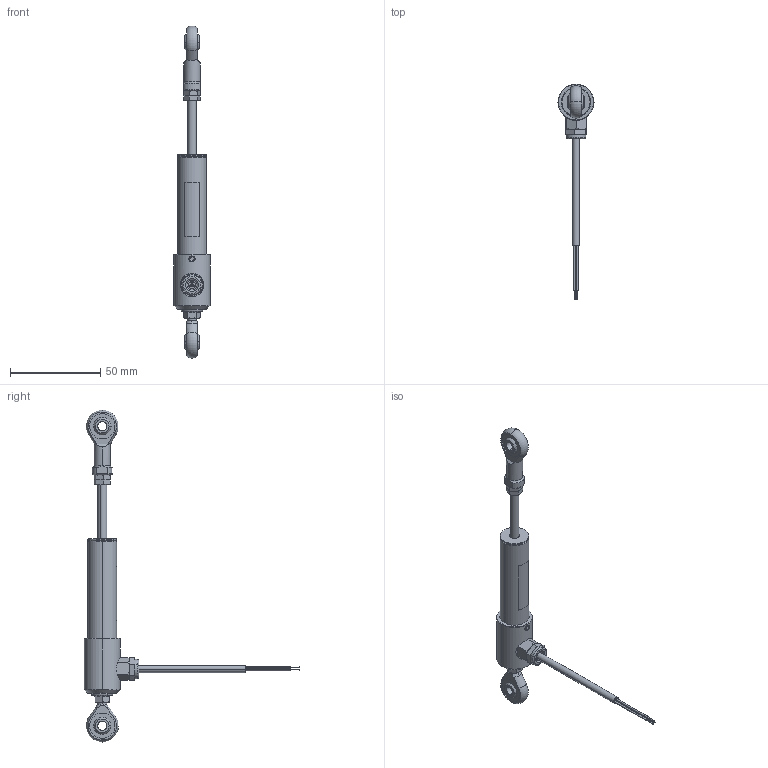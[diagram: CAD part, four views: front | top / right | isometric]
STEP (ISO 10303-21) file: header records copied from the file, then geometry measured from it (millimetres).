
FILE_DESCRIPTION (( 'STEP AP214' ), '1' );
FILE_NAME ('TX2_0025_Kabel_aus.STEP', '2011-01-17T11:40:27', ( 'novotechnik' ), ( 'novotechnik' ), 'SwSTEP 2.0', 'SolidWorks 2010', '' );
FILE_SCHEMA (( 'AUTOMOTIVE_DESIGN' ));
Length unit declared in the file: millimetre
Products named in the file (1): TX2_0025_Kabel_aus
Bounding box: 20 x 119.6 x 184.27 mm (x, y, z)
Surface area: 11695.1 mm2 (no closed solid volume)
Topology: 0 solids, 22 shells, 239 faces, 581 edges, 369 vertices
Faces by surface type: plane 79, cylinder 67, cone 57, torus 22, sphere 8, bspline 6
Entity records: 9981 total; most frequent: CARTESIAN_POINT 1901, DIRECTION 1180, ORIENTED_EDGE 1042, EDGE_CURVE 571, AXIS2_PLACEMENT_3D 498, VERTEX_POINT 363, EDGE_LOOP 269, CIRCLE 264
